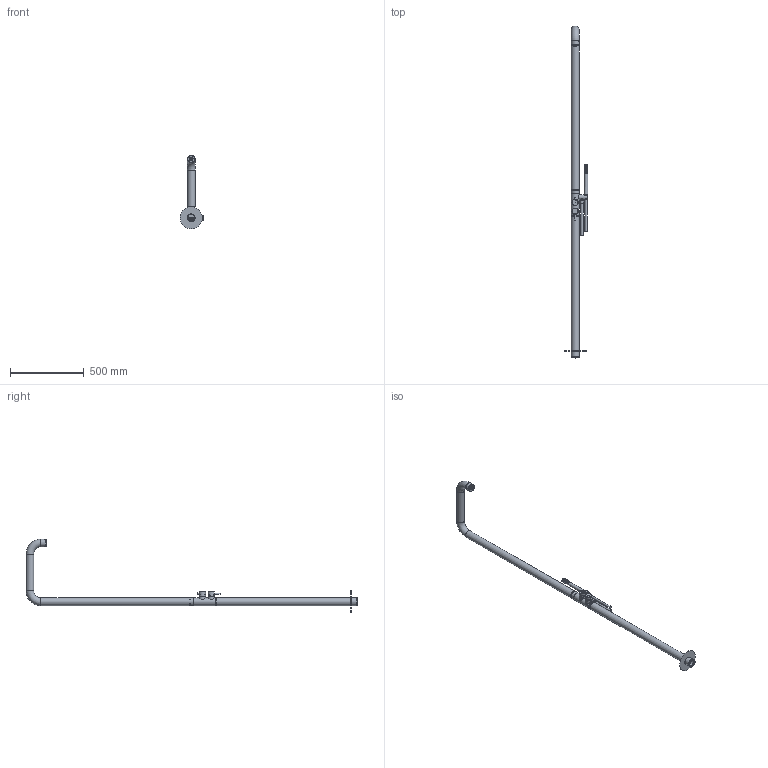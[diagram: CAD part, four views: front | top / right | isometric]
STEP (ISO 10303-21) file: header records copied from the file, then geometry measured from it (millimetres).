
FILE_DESCRIPTION(/* description */ ('Unknown'),/* implementation_level */ '2;1');
FILE_NAME(/* name */ 'AR091-00',/* time_stamp */ '2025-01-13T17:23:43+01:00',/* author */ ('Unknown'),/* organization */ ('Unknown'),/* preprocessor_version */ 'ST-DEVELOPER v19.4',/* originating_system */ 'Solid Edge',/* authorisation */ 'Unknown');
FILE_SCHEMA (('AUTOMOTIVE_DESIGN {1 0 10303 214 3 1 1}'));
Products named in the file (29): AR091EXT-00; ZNTB136AC; set flangia_oa_0; ZNRS052AC; ZNFN139AC; ZNTB137AC; ZNVI069AC; ZNBI109AC; ZNMV990AC; ZNAR10046; AR015-00; AR517-06; AR350-00; AR350-2; AR350-1; AR350-3; leva deviatore; AR032-07; VG274; AR031-001; AR031-08; AR031-10; AR031-11; AR003-19; AR306-15; AR515-01 r1; AR031-04; AR517-04
Assembly tree (66 placements, depth 3):
  AR091EXT-00
    ZNTB136AC
    set flangia_oa_0
      ZNRS052AC
    ZNFN139AC
    ZNTB137AC
    ZNVI069AC  x2
    ZNBI109AC  x2
    ZNMV990AC
    ZNAR10046
    AR015-00  x2
    AR517-06
    AR350-00
      AR350-2  x36
      AR350-1
      AR350-3
    leva deviatore
      leva deviatore
      AR032-07
      VG274
    AR031-001
      AR031-08
      AR031-10
      AR031-11
      AR003-19
    AR306-15
    AR515-01 r1
    AR031-04
    AR517-04
Bounding box: 161 x 2257 x 501 mm (x, y, z)
Volume: 1341336.2 mm3; surface area: 1018641.6 mm2
Topology: 63 solids, 63 shells, 4657 faces, 11959 edges, 7914 vertices
Faces by surface type: plane 2881, bspline 703, cone 630, cylinder 349, torus 86, sphere 8
Full cylindrical faces by diameter (mm): 0.913 x1, 0.916 x1, 2.5 x72, 4.134 x2, 4.2 x1, 4.3 x2, 4.7 x1, 4.8 x1, 4.917 x2, 5 x10, 5.1 x1, 6 x4, 6.2 x1, 7 x1, 7.7 x1, 7.9 x1, 8 x8, 8.2 x2, 8.376 x2, 8.5 x1, 9 x3, 10 x6, 11 x2, 13 x1, 14.2 x1, 14.4 x1, 14.95 x2, 15 x4, 15.25 x1, 16.5 x2
Entity records: 226239 total; most frequent: CARTESIAN_POINT 105044, ORIENTED_EDGE 21684, DIRECTION 12577, EDGE_CURVE 10842, VERTEX_POINT 7352, B_SPLINE_CURVE_WITH_KNOTS 6711, FACE_BOUND 5336, EDGE_LOOP 5318
